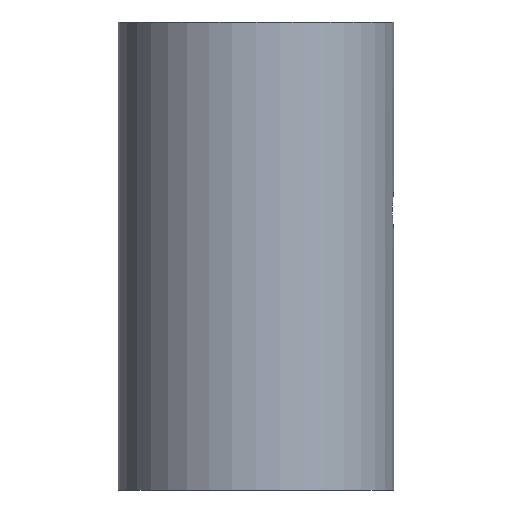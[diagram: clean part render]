
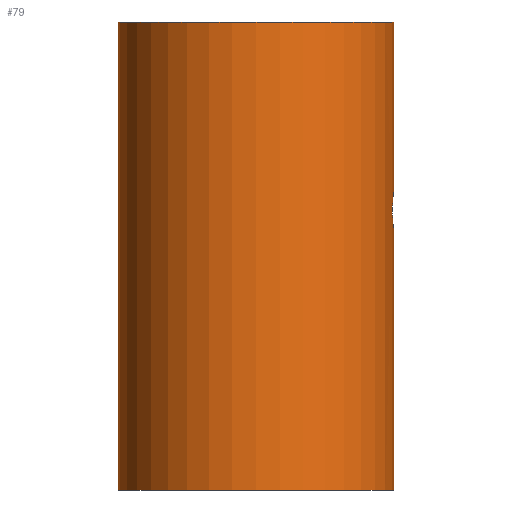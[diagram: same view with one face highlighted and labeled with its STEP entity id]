
A CAD part, left-side view. The second image highlights one B-rep face of the part: STEP entity #79.
In plain terms, the highlighted cylindrical face has radius 15 mm (diameter 30 mm), a full revolution.
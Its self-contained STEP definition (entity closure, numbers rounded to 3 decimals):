
#63 = EDGE_CURVE('',#64,#64,#66,.T.);
#64 = VERTEX_POINT('',#65);
#65 = CARTESIAN_POINT('',(15.,0.,-30.));
#66 = CIRCLE('',#67,15.);
#67 = AXIS2_PLACEMENT_3D('',#68,#69,#70);
#68 = CARTESIAN_POINT('',(0.,0.,-30.));
#69 = DIRECTION('',(0.,0.,1.));
#70 = DIRECTION('',(1.,0.,0.));
#79 = ADVANCED_FACE('',(#80,#99),#157,.T.);
#80 = FACE_BOUND('',#81,.T.);
#81 = EDGE_LOOP('',(#82,#90,#97,#98));
#82 = ORIENTED_EDGE('',*,*,#83,.T.);
#83 = EDGE_CURVE('',#64,#84,#86,.T.);
#84 = VERTEX_POINT('',#85);
#85 = CARTESIAN_POINT('',(15.,0.,21.));
#86 = LINE('',#87,#88);
#87 = CARTESIAN_POINT('',(15.,0.,-30.));
#88 = VECTOR('',#89,1.);
#89 = DIRECTION('',(0.,0.,1.));
#90 = ORIENTED_EDGE('',*,*,#91,.F.);
#91 = EDGE_CURVE('',#84,#84,#92,.T.);
#92 = CIRCLE('',#93,15.);
#93 = AXIS2_PLACEMENT_3D('',#94,#95,#96);
#94 = CARTESIAN_POINT('',(0.,0.,21.));
#95 = DIRECTION('',(0.,0.,1.));
#96 = DIRECTION('',(1.,0.,0.));
#97 = ORIENTED_EDGE('',*,*,#83,.F.);
#98 = ORIENTED_EDGE('',*,*,#63,.T.);
#99 = FACE_BOUND('',#100,.T.);
#100 = EDGE_LOOP('',(#101));
#101 = ORIENTED_EDGE('',*,*,#102,.F.);
#102 = EDGE_CURVE('',#103,#103,#105,.T.);
#103 = VERTEX_POINT('',#104);
#104 = CARTESIAN_POINT('',(2.,-14.866,0.5));
#105 = B_SPLINE_CURVE_WITH_KNOTS('',8,(#106,#107,#108,#109,#110,#111,
    #112,#113,#114,#115,#116,#117,#118,#119,#120,#121,#122,#123,#124,
    #125,#126,#127,#128,#129,#130,#131,#132,#133,#134,#135,#136,#137,
    #138,#139,#140,#141,#142,#143,#144,#145,#146,#147,#148,#149,#150,
    #151,#152,#153,#154,#155,#156),.UNSPECIFIED.,.T.,.F.,(9,7,7,7,7,7,7,
    9),(0.,0.153,0.286,0.412,0.568,
    0.707,0.828,1.),.UNSPECIFIED.);
#106 = CARTESIAN_POINT('',(2.,-14.866,0.5));
#107 = CARTESIAN_POINT('',(2.,-14.866,0.708));
#108 = CARTESIAN_POINT('',(1.975,-14.869,0.917
    ));
#109 = CARTESIAN_POINT('',(1.926,-14.876,1.124
    ));
#110 = CARTESIAN_POINT('',(1.85,-14.886,1.328)
  );
#111 = CARTESIAN_POINT('',(1.748,-14.899,1.525
    ));
#112 = CARTESIAN_POINT('',(1.619,-14.914,1.713
    ));
#113 = CARTESIAN_POINT('',(1.461,-14.93,1.887
    ));
#114 = CARTESIAN_POINT('',(1.114,-14.959,2.174));
#115 = CARTESIAN_POINT('',(0.925,-14.974,2.298
    ));
#116 = CARTESIAN_POINT('',(0.712,-14.987,2.401));
#117 = CARTESIAN_POINT('',(0.479,-14.997,2.477)
  );
#118 = CARTESIAN_POINT('',(0.234,-15.003,2.519)
  );
#119 = CARTESIAN_POINT('',(-0.016,-15.004,
    2.526));
#120 = CARTESIAN_POINT('',(-0.262,-15.,
    2.498));
#121 = CARTESIAN_POINT('',(-0.72,-14.984,
    2.38));
#122 = CARTESIAN_POINT('',(-0.926,-14.974,
    2.296));
#123 = CARTESIAN_POINT('',(-1.114,-14.961,2.19
    ));
#124 = CARTESIAN_POINT('',(-1.282,-14.947,2.066
    ));
#125 = CARTESIAN_POINT('',(-1.43,-14.933,
    1.928));
#126 = CARTESIAN_POINT('',(-1.557,-14.92,1.779
    ));
#127 = CARTESIAN_POINT('',(-1.665,-14.908,
    1.624));
#128 = CARTESIAN_POINT('',(-1.863,-14.884,
    1.263));
#129 = CARTESIAN_POINT('',(-1.944,-14.874,
    1.054));
#130 = CARTESIAN_POINT('',(-1.997,-14.867,
    0.839));
#131 = CARTESIAN_POINT('',(-2.023,-14.863,
    0.621));
#132 = CARTESIAN_POINT('',(-2.023,-14.863,0.403
    ));
#133 = CARTESIAN_POINT('',(-1.996,-14.867,
    0.185));
#134 = CARTESIAN_POINT('',(-1.942,-14.874,
    -0.029));
#135 = CARTESIAN_POINT('',(-1.787,-14.893,
    -0.42));
#136 = CARTESIAN_POINT('',(-1.692,-14.905,
    -0.6));
#137 = CARTESIAN_POINT('',(-1.573,-14.918,
    -0.773));
#138 = CARTESIAN_POINT('',(-1.431,-14.933,
    -0.936));
#139 = CARTESIAN_POINT('',(-1.264,-14.949,
    -1.086));
#140 = CARTESIAN_POINT('',(-1.072,-14.964,
    -1.217));
#141 = CARTESIAN_POINT('',(-0.856,-14.977,
    -1.325));
#142 = CARTESIAN_POINT('',(-0.41,-14.996,
    -1.47));
#143 = CARTESIAN_POINT('',(-0.187,-15.002,
    -1.513));
#144 = CARTESIAN_POINT('',(0.043,-15.004,
    -1.528));
#145 = CARTESIAN_POINT('',(0.274,-15.002,
    -1.511));
#146 = CARTESIAN_POINT('',(0.498,-14.995,
    -1.465));
#147 = CARTESIAN_POINT('',(0.709,-14.985,
    -1.391));
#148 = CARTESIAN_POINT('',(0.902,-14.974,-1.296
    ));
#149 = CARTESIAN_POINT('',(1.312,-14.944,
    -1.036));
#150 = CARTESIAN_POINT('',(1.514,-14.926,
    -0.853));
#151 = CARTESIAN_POINT('',(1.68,-14.907,
    -0.649));
#152 = CARTESIAN_POINT('',(1.809,-14.891,-0.431
    ));
#153 = CARTESIAN_POINT('',(1.905,-14.879,-0.203
    ));
#154 = CARTESIAN_POINT('',(1.968,-14.87,
    0.029));
#155 = CARTESIAN_POINT('',(2.,-14.866,0.265));
#156 = CARTESIAN_POINT('',(2.,-14.866,0.5));
#157 = CYLINDRICAL_SURFACE('',#158,15.);
#158 = AXIS2_PLACEMENT_3D('',#159,#160,#161);
#159 = CARTESIAN_POINT('',(0.,0.,-30.));
#160 = DIRECTION('',(0.,0.,1.));
#161 = DIRECTION('',(1.,0.,0.));
